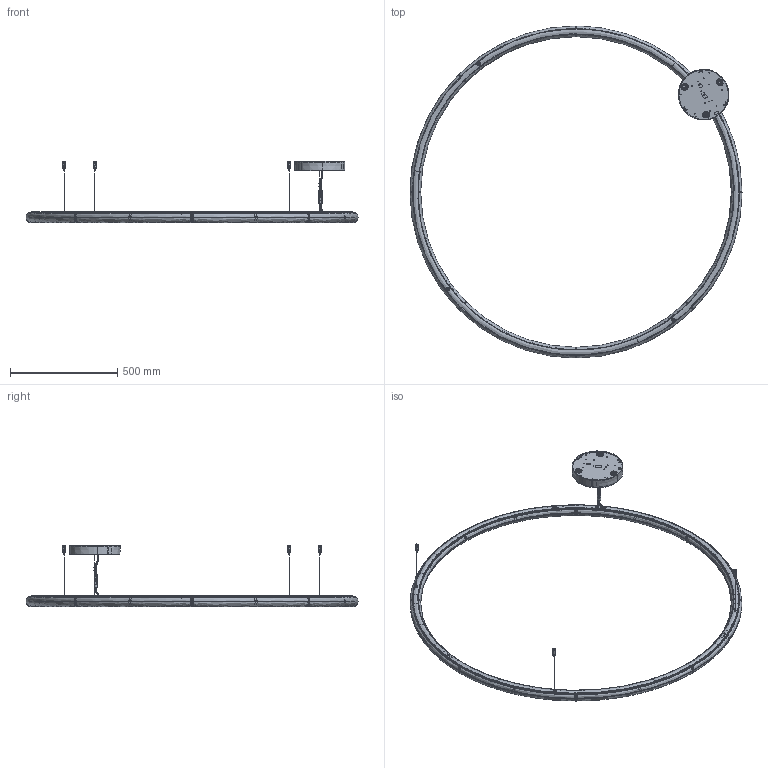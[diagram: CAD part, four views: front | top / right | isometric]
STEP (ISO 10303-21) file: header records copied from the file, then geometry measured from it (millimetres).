
FILE_DESCRIPTION (( 'STEP AP214' ), '1' );
FILE_NAME ('Alphabet of light circular suspension 155.stp', '2018-06-19T21:09:54', ( '' ), ( '' ), 'SwSTEP 2.0', 'SolidWorks 2012', '' );
FILE_SCHEMA (( 'AUTOMOTIVE_DESIGN' ));
Length unit declared in the file: inch
Products named in the file (1): Alphabet of light circular suspension 155
Bounding box: 1549.99 x 1549.99 x 286.6 mm (x, y, z)
Volume: 3692148.7 mm3; surface area: 2029317.7 mm2
Topology: 75 solids, 75 shells, 6682 faces, 17454 edges, 10898 vertices
Faces by surface type: plane 2419, bspline 2074, cylinder 1482, cone 699, torus 8
Entity records: 276785 total; most frequent: CARTESIAN_POINT 126364, ORIENTED_EDGE 34360, DIRECTION 26247, EDGE_CURVE 17180, VERTEX_POINT 10898, AXIS2_PLACEMENT_3D 9534, EDGE_LOOP 7276, VECTOR 7179
